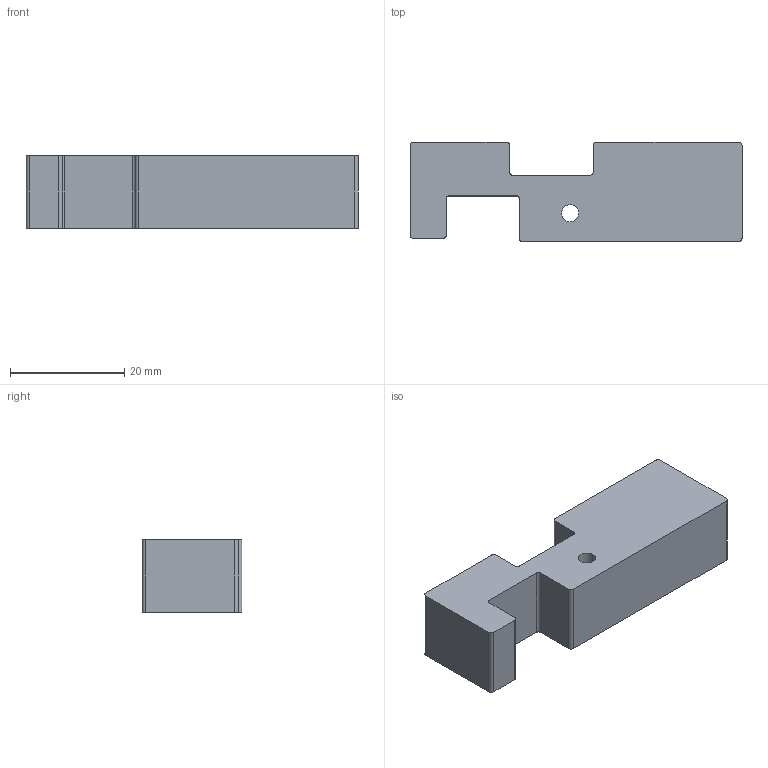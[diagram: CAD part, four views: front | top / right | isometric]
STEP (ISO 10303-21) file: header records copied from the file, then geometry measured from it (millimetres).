
FILE_DESCRIPTION(/* description */ (''),/* implementation_level */ '2;1');
FILE_NAME(/* name */ 'Endstop_Block_4.stp',/* time_stamp */ '2020-11-25T14:43:27-08:00',/* author */ (''),/* organization */ (''),/* preprocessor_version */ 'ST-DEVELOPER v18.1',/* originating_system */ 'Autodesk Translation Framework v9.3.0.1241',/* authorisation */ '');
FILE_SCHEMA (('AUTOMOTIVE_DESIGN { 1 0 10303 214 3 1 1 }'));
Length unit declared in the file: millimetre
Products named in the file (1): STP:XY/Endstop_Block_4
Bounding box: 58 x 17.4 x 12.7 mm (x, y, z)
Volume: 10307.9 mm3; surface area: 3956.4 mm2
Topology: 1 solids, 1 shells, 27 faces, 75 edges, 50 vertices
Faces by surface type: plane 14, cylinder 13
Full cylindrical faces by diameter (mm): 3 x1
Entity records: 912 total; most frequent: DIRECTION 157, CARTESIAN_POINT 153, ORIENTED_EDGE 150, EDGE_CURVE 75, AXIS2_PLACEMENT_3D 54, VERTEX_POINT 50, LINE 49, VECTOR 49
